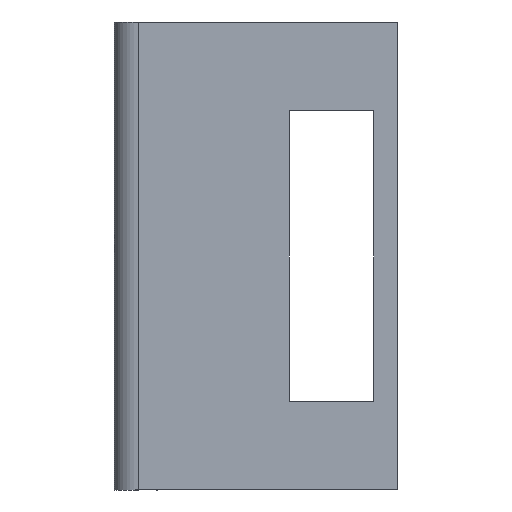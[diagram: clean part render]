
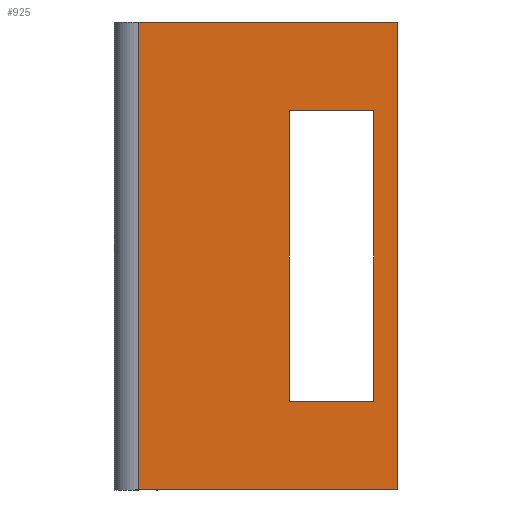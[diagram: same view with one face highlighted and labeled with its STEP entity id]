
A CAD part, left-side view. The second image highlights one B-rep face of the part: STEP entity #925.
In plain terms, the highlighted free-form (B-spline) face has degree [1, 1] with [2, 2] control points.
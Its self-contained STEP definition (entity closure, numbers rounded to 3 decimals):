
#80=CARTESIAN_POINT('',(-29.95,19.1,21.3));
#81=VERTEX_POINT('',#80);
#88=CARTESIAN_POINT('',(-29.95,19.1,33.3));
#89=VERTEX_POINT('',#88);
#90=CARTESIAN_POINT('',(-29.95,19.1,21.3));
#91=DIRECTION('',(0.0,0.0,1.0));
#92=VECTOR('',#91,12.);
#93=LINE('',#90,#92);
#94=EDGE_CURVE('',#81,#89,#93,.T.);
#118=CARTESIAN_POINT('',(-29.95,22.6,21.3));
#119=VERTEX_POINT('',#118);
#126=CARTESIAN_POINT('',(-29.95,22.6,21.3));
#127=DIRECTION('',(0.0,-1.0,0.0));
#128=VECTOR('',#127,3.5);
#129=LINE('',#126,#128);
#130=EDGE_CURVE('',#119,#81,#129,.T.);
#149=CARTESIAN_POINT('',(-29.95,22.6,33.3));
#150=VERTEX_POINT('',#149);
#157=CARTESIAN_POINT('',(-29.95,22.6,33.3));
#158=DIRECTION('',(0.0,0.0,-1.0));
#159=VECTOR('',#158,12.);
#160=LINE('',#157,#159);
#161=EDGE_CURVE('',#150,#119,#160,.T.);
#179=CARTESIAN_POINT('',(-29.95,19.1,33.3));
#180=DIRECTION('',(0.0,1.0,0.0));
#181=VECTOR('',#180,3.5);
#182=LINE('',#179,#181);
#183=EDGE_CURVE('',#89,#150,#182,.T.);
#863=CARTESIAN_POINT('',(-29.95,18.116,17.65));
#864=VERTEX_POINT('',#863);
#872=CARTESIAN_POINT('',(-29.95,18.116,36.95));
#873=VERTEX_POINT('',#872);
#880=CARTESIAN_POINT('',(-29.95,18.116,36.95));
#881=DIRECTION('',(0.0,0.0,-1.0));
#882=VECTOR('',#881,19.3);
#883=LINE('',#880,#882);
#884=EDGE_CURVE('',#873,#864,#883,.T.);
#889=CARTESIAN_POINT('',(-29.95,18.116,17.65));
#890=CARTESIAN_POINT('',(-29.95,18.116,36.95));
#891=CARTESIAN_POINT('',(-29.95,28.816,17.65));
#892=CARTESIAN_POINT('',(-29.95,28.816,36.95));
#893=B_SPLINE_SURFACE_WITH_KNOTS('',1,1,((#889,#891),(#890,#892)),.UNSPECIFIED.,.F.,.F.,.U.,(2,2),(2,2),(0.0,19.3),(0.0,10.7),.UNSPECIFIED.);
#894=CARTESIAN_POINT('',(-29.95,28.816,17.65));
#895=VERTEX_POINT('',#894);
#896=CARTESIAN_POINT('',(-29.95,18.116,17.65));
#897=DIRECTION('',(0.0,1.0,0.0));
#898=VECTOR('',#897,10.7);
#899=LINE('',#896,#898);
#900=EDGE_CURVE('',#864,#895,#899,.T.);
#901=ORIENTED_EDGE('',*,*,#900,.F.);
#902=ORIENTED_EDGE('',*,*,#884,.F.);
#903=CARTESIAN_POINT('',(-29.95,28.816,36.95));
#904=VERTEX_POINT('',#903);
#905=CARTESIAN_POINT('',(-29.95,18.116,36.95));
#906=DIRECTION('',(0.0,1.0,0.0));
#907=VECTOR('',#906,10.7);
#908=LINE('',#905,#907);
#909=EDGE_CURVE('',#873,#904,#908,.T.);
#910=ORIENTED_EDGE('',*,*,#909,.T.);
#911=CARTESIAN_POINT('',(-29.95,28.816,36.95));
#912=DIRECTION('',(0.0,0.0,-1.0));
#913=VECTOR('',#912,19.3);
#914=LINE('',#911,#913);
#915=EDGE_CURVE('',#904,#895,#914,.T.);
#916=ORIENTED_EDGE('',*,*,#915,.T.);
#917=EDGE_LOOP('',(#901,#902,#910,#916));
#918=FACE_OUTER_BOUND('',#917,.T.);
#919=ORIENTED_EDGE('',*,*,#94,.F.);
#920=ORIENTED_EDGE('',*,*,#130,.F.);
#921=ORIENTED_EDGE('',*,*,#161,.F.);
#922=ORIENTED_EDGE('',*,*,#183,.F.);
#923=EDGE_LOOP('',(#919,#920,#921,#922));
#924=FACE_BOUND('',#923,.T.);
#925=ADVANCED_FACE('',(#918,#924),#893,.T.);
